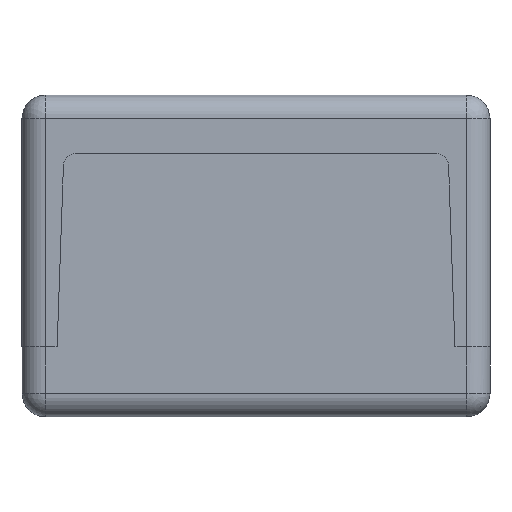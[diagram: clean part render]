
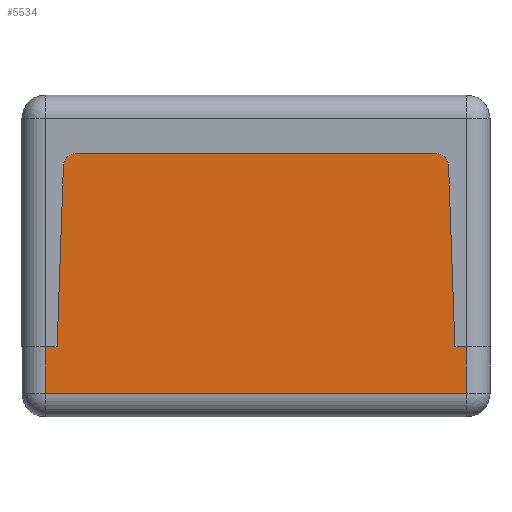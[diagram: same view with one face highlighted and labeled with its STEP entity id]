
A CAD part, left-side view. The second image highlights one B-rep face of the part: STEP entity #5534.
In plain terms, the highlighted planar face has unit normal (-1, 0, 0).
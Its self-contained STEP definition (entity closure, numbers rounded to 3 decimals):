
#1462=CARTESIAN_POINT('',(-75.0,-32.915,43.07));
#1463=VERTEX_POINT('',#1462);
#1470=CARTESIAN_POINT('',(-75.0,-34.0,12.));
#1471=VERTEX_POINT('',#1470);
#1472=CARTESIAN_POINT('',(-75.0,-32.915,43.07));
#1473=DIRECTION('',(0.0,-0.035,-0.999));
#1474=VECTOR('',#1473,31.089);
#1475=LINE('',#1472,#1474);
#1476=EDGE_CURVE('',#1463,#1471,#1475,.T.);
#1493=CARTESIAN_POINT('',(-75.0,-30.916,45.));
#1494=VERTEX_POINT('',#1493);
#1501=CARTESIAN_POINT('',(-75.0,-30.916,43.0));
#1502=DIRECTION('',(1.0,0.0,0.0));
#1503=DIRECTION('',(0.0,0.0,1.0));
#1504=AXIS2_PLACEMENT_3D('',#1501,#1502,#1503);
#1505=CIRCLE('',#1504,2.);
#1506=EDGE_CURVE('',#1494,#1463,#1505,.T.);
#1518=CARTESIAN_POINT('',(-75.0,30.916,45.));
#1519=VERTEX_POINT('',#1518);
#1526=CARTESIAN_POINT('',(-75.0,30.916,45.));
#1527=DIRECTION('',(0.0,-1.0,0.0));
#1528=VECTOR('',#1527,61.832);
#1529=LINE('',#1526,#1528);
#1530=EDGE_CURVE('',#1519,#1494,#1529,.T.);
#1542=CARTESIAN_POINT('',(-75.0,32.915,43.07));
#1543=VERTEX_POINT('',#1542);
#1550=CARTESIAN_POINT('',(-75.0,30.916,43.));
#1551=DIRECTION('',(1.0,0.0,0.0));
#1552=DIRECTION('',(0.0,0.999,0.035));
#1553=AXIS2_PLACEMENT_3D('',#1550,#1551,#1552);
#1554=CIRCLE('',#1553,2.);
#1555=EDGE_CURVE('',#1543,#1519,#1554,.T.);
#1567=CARTESIAN_POINT('',(-75.0,34.0,12.));
#1568=VERTEX_POINT('',#1567);
#1575=CARTESIAN_POINT('',(-75.0,34.0,12.));
#1576=DIRECTION('',(0.0,-0.035,0.999));
#1577=VECTOR('',#1576,31.089);
#1578=LINE('',#1575,#1577);
#1579=EDGE_CURVE('',#1568,#1543,#1578,.T.);
#2108=CARTESIAN_POINT('',(-75.0,-36.0,12.));
#2109=VERTEX_POINT('',#2108);
#2110=CARTESIAN_POINT('',(-75.0,-36.0,12.));
#2111=DIRECTION('',(0.0,1.0,0.0));
#2112=VECTOR('',#2111,2.0);
#2113=LINE('',#2110,#2112);
#2114=EDGE_CURVE('',#2109,#1471,#2113,.T.);
#2257=CARTESIAN_POINT('',(-75.0,36.0,12.));
#2258=VERTEX_POINT('',#2257);
#2266=CARTESIAN_POINT('',(-75.0,34.0,12.));
#2267=DIRECTION('',(0.0,1.0,0.0));
#2268=VECTOR('',#2267,2.0);
#2269=LINE('',#2266,#2268);
#2270=EDGE_CURVE('',#1568,#2258,#2269,.T.);
#5227=CARTESIAN_POINT('',(-75.0,-36.0,4.0));
#5228=VERTEX_POINT('',#5227);
#5236=CARTESIAN_POINT('',(-75.0,36.0,4.0));
#5237=VERTEX_POINT('',#5236);
#5238=CARTESIAN_POINT('',(-75.0,-36.0,4.0));
#5239=DIRECTION('',(0.0,1.0,0.0));
#5240=VECTOR('',#5239,72.0);
#5241=LINE('',#5238,#5240);
#5242=EDGE_CURVE('',#5228,#5237,#5241,.T.);
#5503=CARTESIAN_POINT('',(-75.0,-36.0,4.0));
#5504=DIRECTION('',(0.0,0.0,1.0));
#5505=VECTOR('',#5504,8.);
#5506=LINE('',#5503,#5505);
#5507=EDGE_CURVE('',#5228,#2109,#5506,.T.);
#5512=CARTESIAN_POINT('',(-75.0,-36.0,0.0));
#5513=DIRECTION('',(-1.0,0.0,0.0));
#5514=DIRECTION('',(0.0,0.0,1.0));
#5515=AXIS2_PLACEMENT_3D('',#5512,#5513,#5514);
#5516=PLANE('',#5515);
#5517=ORIENTED_EDGE('',*,*,#5242,.F.);
#5518=ORIENTED_EDGE('',*,*,#5507,.T.);
#5519=ORIENTED_EDGE('',*,*,#2114,.T.);
#5520=ORIENTED_EDGE('',*,*,#1476,.F.);
#5521=ORIENTED_EDGE('',*,*,#1506,.F.);
#5522=ORIENTED_EDGE('',*,*,#1530,.F.);
#5523=ORIENTED_EDGE('',*,*,#1555,.F.);
#5524=ORIENTED_EDGE('',*,*,#1579,.F.);
#5525=ORIENTED_EDGE('',*,*,#2270,.T.);
#5526=CARTESIAN_POINT('',(-75.0,36.0,4.0));
#5527=DIRECTION('',(0.0,0.0,1.0));
#5528=VECTOR('',#5527,8.);
#5529=LINE('',#5526,#5528);
#5530=EDGE_CURVE('',#5237,#2258,#5529,.T.);
#5531=ORIENTED_EDGE('',*,*,#5530,.F.);
#5532=EDGE_LOOP('',(#5517,#5518,#5519,#5520,#5521,#5522,#5523,#5524,#5525,#5531));
#5533=FACE_OUTER_BOUND('',#5532,.T.);
#5534=ADVANCED_FACE('',(#5533),#5516,.T.);
